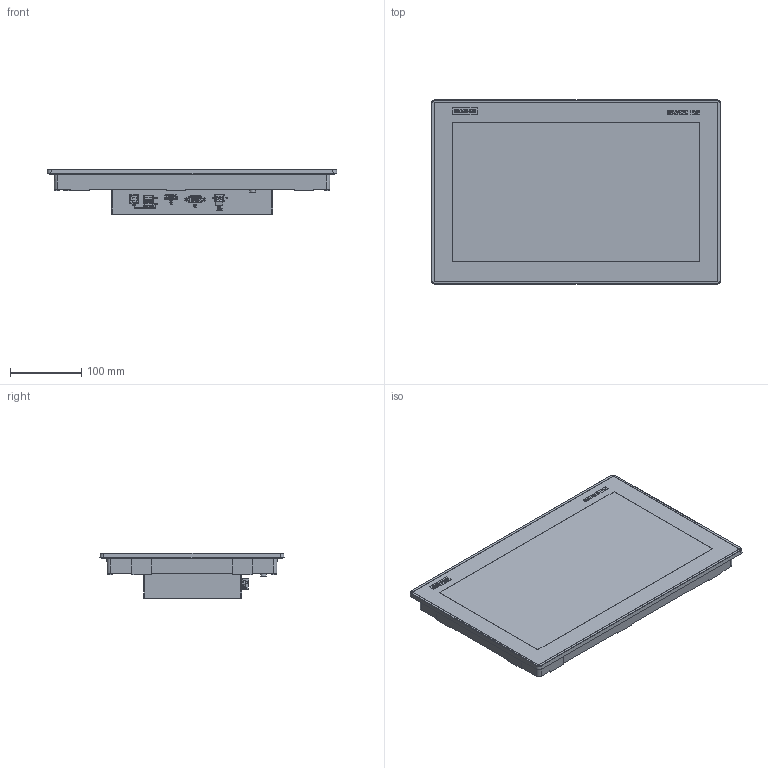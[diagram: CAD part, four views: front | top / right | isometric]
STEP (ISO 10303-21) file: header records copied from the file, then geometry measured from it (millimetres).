
FILE_DESCRIPTION(/* description */ (''),/* implementation_level */ '2;1');
FILE_NAME(/* name */ '6AV7862-2BD00-0AA0_3d.stp',/* time_stamp */ '2024-07-01T16:16:27+02:00',/* author */ (''),/* organization */ (''),/* preprocessor_version */ 'ST-DEVELOPER v18.102',/* originating_system */ 'SIEMENS PLM Software NX 2023',/* authorisation */ '');
FILE_SCHEMA (('AUTOMOTIVE_DESIGN { 1 0 10303 214 3 1 1 1 }'));
Length unit declared in the file: millimetre
Products named in the file (4): A5E43715793A_RS-AA_002_1-PLUG_FEMALE_2P_STR; A5E46835020A_RS-AA_002_1-box; A5E46834945A_RS-AA_002_1-labeling; A5E46834840A_RS-AA_002_4-CAx_6AV78622BD000AA0
Assembly tree (3 placements, depth 2):
  A5E46834840A_RS-AA_002_4-CAx_6AV78622BD000AA0
    A5E46834945A_RS-AA_002_1-labeling
    A5E46835020A_RS-AA_002_1-box
    A5E43715793A_RS-AA_002_1-PLUG_FEMALE_2P_STR
Bounding box: 406 x 258.1 x 64.1 mm (x, y, z)
Volume: 3725204 mm3; surface area: 303343.1 mm2
Topology: 41 solids, 41 shells, 1439 faces, 3768 edges, 2484 vertices
Faces by surface type: plane 1073, cylinder 199, extrusion 139, torus 16, bspline 8, cone 4
Full cylindrical faces by diameter (mm): 0.91 x15, 1.53 x2, 2.35 x2, 2.8 x2, 3 x2, 3.688 x2, 4 x2, 8 x1
Entity records: 55776 total; most frequent: CARTESIAN_POINT 10626, ORIENTED_EDGE 7418, DIRECTION 6461, EDGE_CURVE 3709, VECTOR 3001, LINE 2862, VERTEX_POINT 2462, AXIS2_PLACEMENT_3D 1730
